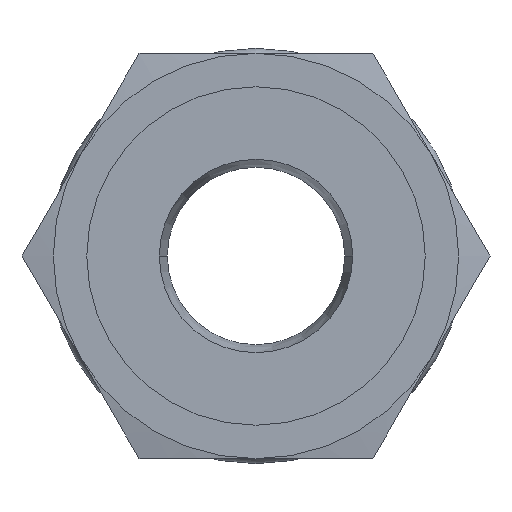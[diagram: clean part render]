
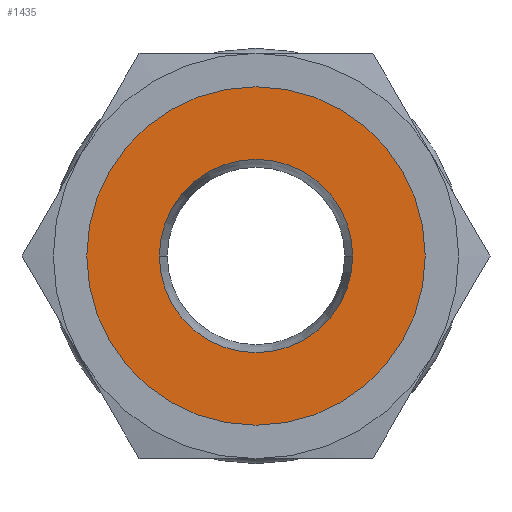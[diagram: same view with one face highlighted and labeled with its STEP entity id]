
A CAD part, front view. The second image highlights one B-rep face of the part: STEP entity #1435.
In plain terms, the highlighted planar face has unit normal (0, -1, 0).
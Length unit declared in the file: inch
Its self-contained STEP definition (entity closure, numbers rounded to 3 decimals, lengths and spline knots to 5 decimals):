
#509=CARTESIAN_POINT('',(0.,0.01,0.));
#510=DIRECTION('',(0.,1.,0.));
#511=DIRECTION('',(1.,0.,0.));
#512=AXIS2_PLACEMENT_3D('',#509,#510,#511);
#525=CARTESIAN_POINT('',(0.,0.01,0.));
#526=DIRECTION('',(0.,-1.,0.));
#527=DIRECTION('',(1.,0.,0.));
#528=AXIS2_PLACEMENT_3D('',#525,#526,#527);
#533=CARTESIAN_POINT('',(0.,0.01,0.));
#534=DIRECTION('',(0.,-1.,0.));
#535=DIRECTION('',(-1.,0.,0.));
#536=AXIS2_PLACEMENT_3D('',#533,#534,#535);
#555=CARTESIAN_POINT('',(0.,0.01,0.));
#556=DIRECTION('',(0.,1.,0.));
#557=DIRECTION('',(-1.,0.,0.));
#558=AXIS2_PLACEMENT_3D('',#555,#556,#557);
#922=CARTESIAN_POINT('',(0.4175,0.01,0.));
#923=CARTESIAN_POINT('',(-0.4175,0.01,0.));
#924=VERTEX_POINT('',#922);
#925=VERTEX_POINT('',#923);
#930=CARTESIAN_POINT('',(0.23852,0.01,0.));
#931=CARTESIAN_POINT('',(-0.23852,0.01,0.));
#932=VERTEX_POINT('',#930);
#933=VERTEX_POINT('',#931);
#1419=CARTESIAN_POINT('',(0.,0.01,0.));
#1420=DIRECTION('',(0.,-1.,0.));
#1421=DIRECTION('',(1.,0.,0.));
#1422=AXIS2_PLACEMENT_3D('',#1419,#1420,#1421);
#1423=PLANE('',#1422);
#1425=ORIENTED_EDGE('',*,*,#1424,.F.);
#1427=ORIENTED_EDGE('',*,*,#1426,.F.);
#1428=EDGE_LOOP('',(#1425,#1427));
#1429=FACE_OUTER_BOUND('',#1428,.F.);
#1431=ORIENTED_EDGE('',*,*,#1430,.F.);
#1432=ORIENTED_EDGE('',*,*,#1409,.F.);
#1433=EDGE_LOOP('',(#1431,#1432));
#1434=FACE_BOUND('',#1433,.F.);
#1435=ADVANCED_FACE('',(#1429,#1434),#1423,.T.);
#513=CIRCLE('',#512,0.23852);
#529=CIRCLE('',#528,0.4175);
#537=CIRCLE('',#536,0.4175);
#559=CIRCLE('',#558,0.23852);
#1409=EDGE_CURVE('',#932,#933,#513,.T.);
#1424=EDGE_CURVE('',#924,#925,#529,.T.);
#1426=EDGE_CURVE('',#925,#924,#537,.T.);
#1430=EDGE_CURVE('',#933,#932,#559,.T.);
